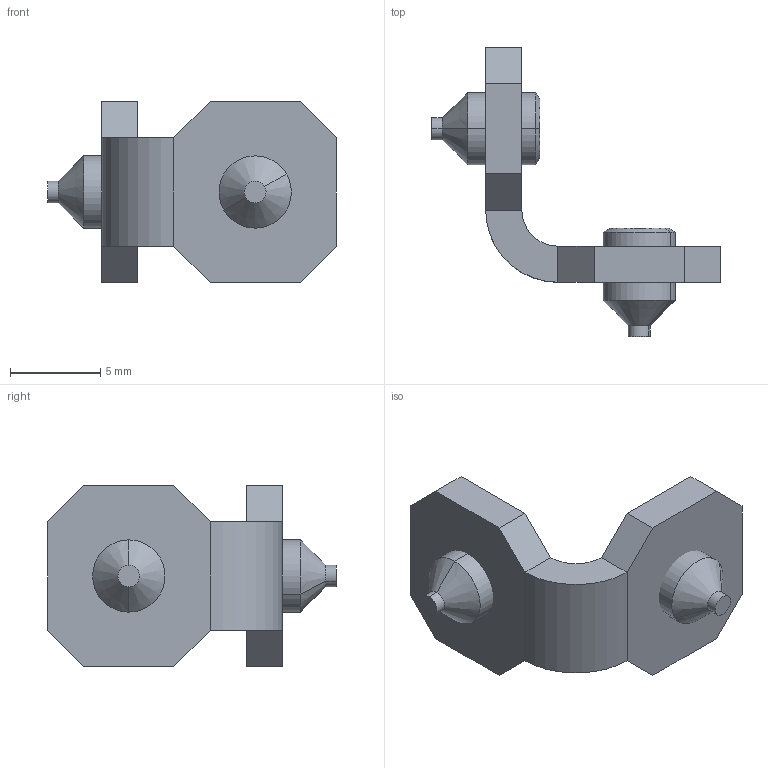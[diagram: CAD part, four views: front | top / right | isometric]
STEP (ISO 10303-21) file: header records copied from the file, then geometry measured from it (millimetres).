
FILE_DESCRIPTION (( 'STEP AP214' ), '1' );
FILE_NAME ('099i9006.STEP', '2012-11-06T06:51:08', ( '' ), ( '' ), 'SwSTEP 2.0', 'SolidWorks 2012', '' );
FILE_SCHEMA (( 'AUTOMOTIVE_DESIGN' ));
Length unit declared in the file: millimetre
Products named in the file (3): 099i9006; 099I9006r_Standard; 4din915m0406m_Standard
Assembly tree (3 placements, depth 2):
  099i9006
    099I9006r_Standard
    4din915m0406m_Standard  x2
Bounding box: 16 x 16 x 10 mm (x, y, z)
Volume: 450.2 mm3; surface area: 715.1 mm2
Topology: 3 solids, 3 shells, 60 faces, 136 edges, 84 vertices
Faces by surface type: plane 38, cylinder 14, cone 8
Entity records: 1528 total; most frequent: DIRECTION 220, CARTESIAN_POINT 211, ORIENTED_EDGE 200, EDGE_CURVE 100, LINE 78, VECTOR 78, AXIS2_PLACEMENT_3D 71, VERTEX_POINT 62
